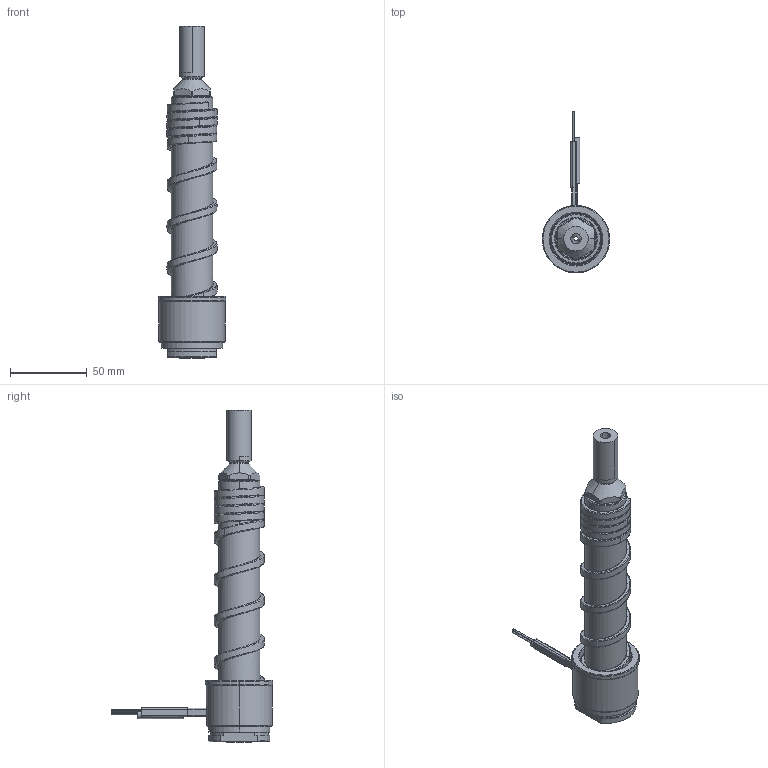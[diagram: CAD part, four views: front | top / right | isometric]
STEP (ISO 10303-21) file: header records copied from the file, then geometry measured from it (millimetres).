
FILE_DESCRIPTION((''),'2;1');
FILE_NAME('EL-186-APO-H','2014-02-17T',('Íàòàëüÿ'),('IMID'),'PRO/ENGINEER BY PARAMETRIC TECHNOLOGY CORPORATION, 2010480','PRO/ENGINEER BY PARAMETRIC TECHNOLOGY CORPORATION, 2010480','');
FILE_SCHEMA(('CONFIG_CONTROL_DESIGN'));
Length unit declared in the file: millimetre
Products named in the file (1): EL-186-APO-H
Bounding box: 44 x 105.5 x 216.3 mm (x, y, z)
Volume: 133111.6 mm3; surface area: 48762.5 mm2
Topology: 1 solids, 8 shells, 309 faces, 788 edges, 472 vertices
Faces by surface type: cylinder 101, bspline 62, cone 52, plane 49, torus 26, revolution 9, extrusion 8, sphere 2
Entity records: 20922 total; most frequent: CARTESIAN_POINT 13862, ORIENTED_EDGE 1536, DIRECTION 1339, EDGE_CURVE 780, AXIS2_PLACEMENT_3D 526, VERTEX_POINT 472, EDGE_LOOP 330, FACE_OUTER_BOUND 309
